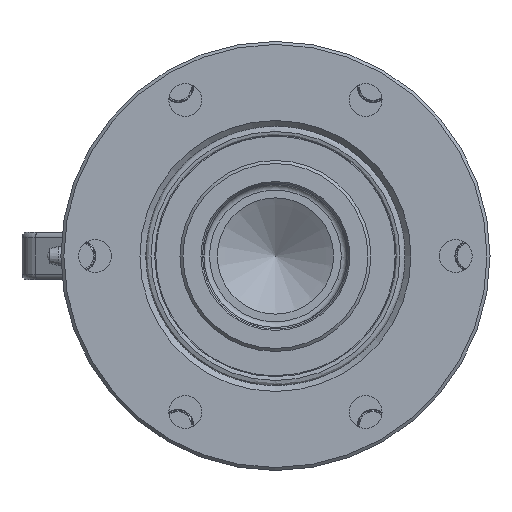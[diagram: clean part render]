
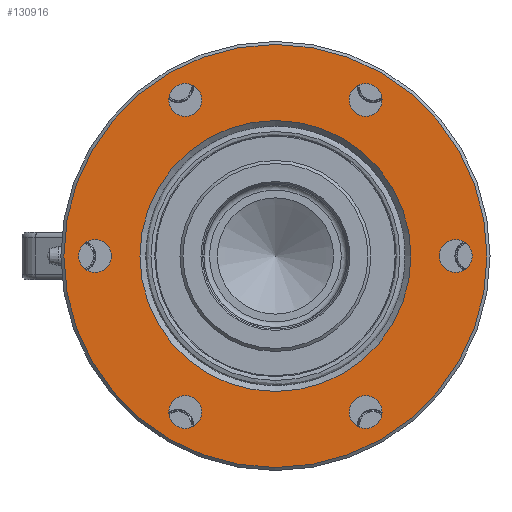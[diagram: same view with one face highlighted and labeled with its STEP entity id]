
A CAD part, left-side view. The second image highlights one B-rep face of the part: STEP entity #130916.
In plain terms, the highlighted planar face has unit normal (-1, 0, 0).
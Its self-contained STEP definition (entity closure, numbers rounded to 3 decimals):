
#2192=FACE_BOUND('',#48996,.T.);
#2193=FACE_BOUND('',#48997,.T.);
#2194=FACE_BOUND('',#48998,.T.);
#2195=FACE_BOUND('',#48999,.T.);
#2196=FACE_BOUND('',#49000,.T.);
#2197=FACE_BOUND('',#49001,.T.);
#2198=FACE_BOUND('',#49002,.T.);
#35033=PLANE('',#137618);
#41770=FACE_OUTER_BOUND('',#48995,.T.);
#48995=EDGE_LOOP('',(#108546));
#48996=EDGE_LOOP('',(#108547));
#48997=EDGE_LOOP('',(#108548));
#48998=EDGE_LOOP('',(#108549));
#48999=EDGE_LOOP('',(#108550));
#49000=EDGE_LOOP('',(#108551));
#49001=EDGE_LOOP('',(#108552));
#49002=EDGE_LOOP('',(#108553));
#51788=CIRCLE('',#137582,72.185);
#51792=CIRCLE('',#137589,8.75);
#51794=CIRCLE('',#137592,8.75);
#51796=CIRCLE('',#137595,8.75);
#51798=CIRCLE('',#137598,8.75);
#51800=CIRCLE('',#137601,8.75);
#51802=CIRCLE('',#137604,8.75);
#51811=CIRCLE('',#137619,112.7);
#61704=VERTEX_POINT('',#210228);
#61705=VERTEX_POINT('',#210237);
#61707=VERTEX_POINT('',#210243);
#61709=VERTEX_POINT('',#210249);
#61711=VERTEX_POINT('',#210255);
#61713=VERTEX_POINT('',#210261);
#61715=VERTEX_POINT('',#210267);
#61723=VERTEX_POINT('',#210294);
#77826=EDGE_CURVE('',#61704,#61704,#51788,.T.);
#77830=EDGE_CURVE('',#61705,#61705,#51792,.T.);
#77833=EDGE_CURVE('',#61707,#61707,#51794,.T.);
#77836=EDGE_CURVE('',#61709,#61709,#51796,.T.);
#77839=EDGE_CURVE('',#61711,#61711,#51798,.T.);
#77842=EDGE_CURVE('',#61713,#61713,#51800,.T.);
#77845=EDGE_CURVE('',#61715,#61715,#51802,.T.);
#77858=EDGE_CURVE('',#61723,#61723,#51811,.T.);
#108546=ORIENTED_EDGE('',*,*,#77858,.F.);
#108547=ORIENTED_EDGE('',*,*,#77826,.T.);
#108548=ORIENTED_EDGE('',*,*,#77830,.T.);
#108549=ORIENTED_EDGE('',*,*,#77833,.T.);
#108550=ORIENTED_EDGE('',*,*,#77836,.T.);
#108551=ORIENTED_EDGE('',*,*,#77839,.T.);
#108552=ORIENTED_EDGE('',*,*,#77842,.T.);
#108553=ORIENTED_EDGE('',*,*,#77845,.T.);
#130916=ADVANCED_FACE('',(#41770,#2192,#2193,#2194,#2195,#2196,#2197,#2198),
#35033,.T.);
#137582=AXIS2_PLACEMENT_3D('',#210230,#158430,#158431);
#137589=AXIS2_PLACEMENT_3D('',#210238,#158444,#158445);
#137592=AXIS2_PLACEMENT_3D('',#210244,#158451,#158452);
#137595=AXIS2_PLACEMENT_3D('',#210250,#158458,#158459);
#137598=AXIS2_PLACEMENT_3D('',#210256,#158465,#158466);
#137601=AXIS2_PLACEMENT_3D('',#210262,#158472,#158473);
#137604=AXIS2_PLACEMENT_3D('',#210268,#158479,#158480);
#137618=AXIS2_PLACEMENT_3D('',#210293,#158511,#158512);
#137619=AXIS2_PLACEMENT_3D('',#210295,#158513,#158514);
#158430=DIRECTION('center_axis',(1.,0.,0.));
#158431=DIRECTION('ref_axis',(0.,1.,0.));
#158444=DIRECTION('center_axis',(1.,0.,0.));
#158445=DIRECTION('ref_axis',(0.,0.,
1.));
#158451=DIRECTION('center_axis',(1.,0.,0.));
#158452=DIRECTION('ref_axis',(0.,-0.866,0.5));
#158458=DIRECTION('center_axis',(1.,0.,0.));
#158459=DIRECTION('ref_axis',(0.,-0.866,-0.5));
#158465=DIRECTION('center_axis',(1.,0.,0.));
#158466=DIRECTION('ref_axis',(0.,0.,
-1.));
#158472=DIRECTION('center_axis',(1.,0.,0.));
#158473=DIRECTION('ref_axis',(0.,0.866,-0.5));
#158479=DIRECTION('center_axis',(1.,0.,0.));
#158480=DIRECTION('ref_axis',(0.,0.866,0.5));
#158511=DIRECTION('center_axis',(-1.,0.,0.));
#158512=DIRECTION('ref_axis',(0.,0.,
1.));
#158513=DIRECTION('center_axis',(1.,0.,0.));
#158514=DIRECTION('ref_axis',(0.,-1.,0.));
#210228=CARTESIAN_POINT('',(-92.14,-72.185,0.));
#210230=CARTESIAN_POINT('Origin',(-92.14,0.,0.));
#210237=CARTESIAN_POINT('',(-92.14,96.05,-8.75));
#210238=CARTESIAN_POINT('Origin',(-92.14,96.05,0.));
#210243=CARTESIAN_POINT('',(-92.14,55.603,78.807));
#210244=CARTESIAN_POINT('Origin',(-92.14,48.025,83.182));
#210249=CARTESIAN_POINT('',(-92.14,-40.447,87.557));
#210250=CARTESIAN_POINT('Origin',(-92.14,-48.025,83.182));
#210255=CARTESIAN_POINT('',(-92.14,-96.05,8.75));
#210256=CARTESIAN_POINT('Origin',(-92.14,-96.05,0.));
#210261=CARTESIAN_POINT('',(-92.14,-55.603,-78.807));
#210262=CARTESIAN_POINT('Origin',(-92.14,-48.025,-83.182));
#210267=CARTESIAN_POINT('',(-92.14,40.447,-87.557));
#210268=CARTESIAN_POINT('Origin',(-92.14,48.025,-83.182));
#210293=CARTESIAN_POINT('Origin',(-92.14,114.3,0.));
#210294=CARTESIAN_POINT('',(-92.14,112.7,0.));
#210295=CARTESIAN_POINT('Origin',(-92.14,0.,0.));
